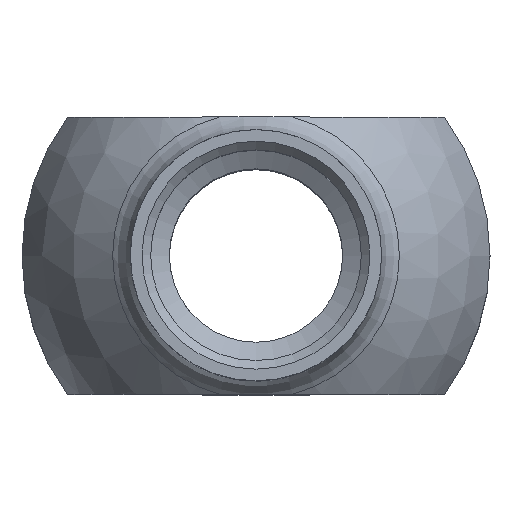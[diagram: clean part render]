
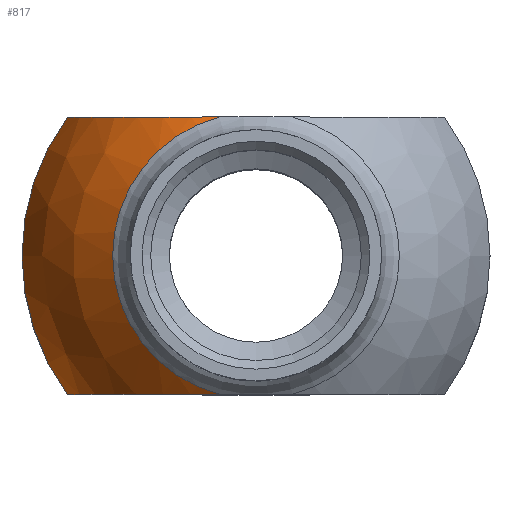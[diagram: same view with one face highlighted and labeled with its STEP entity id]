
A CAD part, top view. The second image highlights one B-rep face of the part: STEP entity #817.
In plain terms, the highlighted spherical face has radius 14 mm.
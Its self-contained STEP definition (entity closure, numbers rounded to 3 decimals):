
#735=CARTESIAN_POINT('',(-13.605,2.807,11.294));
#736=VERTEX_POINT('',#735);
#759=CARTESIAN_POINT('',(-13.605,18.807,11.294));
#760=VERTEX_POINT('',#759);
#774=CARTESIAN_POINT('',(-11.498,10.807,11.294));
#775=DIRECTION('',(0.0,0.0,1.0));
#776=DIRECTION('',(-1.0,0.0,0.0));
#777=AXIS2_PLACEMENT_3D('',#774,#775,#776);
#778=CIRCLE('',#777,8.273);
#779=EDGE_CURVE('',#760,#736,#778,.T.);
#784=CARTESIAN_POINT('',(-11.498,10.807,0.0));
#785=DIRECTION('',(0.0,0.0,1.0));
#786=DIRECTION('',(1.0,0.0,0.0));
#787=AXIS2_PLACEMENT_3D('',#784,#785,#786);
#788=SPHERICAL_SURFACE('',#787,14.);
#789=ORIENTED_EDGE('',*,*,#779,.F.);
#790=CARTESIAN_POINT('',(-22.372,18.807,3.708));
#791=VERTEX_POINT('',#790);
#792=CARTESIAN_POINT('',(-11.498,18.807,0.0));
#793=DIRECTION('',(0.0,-1.0,0.0));
#794=DIRECTION('',(0.0,0.0,1.0));
#795=AXIS2_PLACEMENT_3D('',#792,#793,#794);
#796=CIRCLE('',#795,11.489);
#797=EDGE_CURVE('',#760,#791,#796,.T.);
#798=ORIENTED_EDGE('',*,*,#797,.T.);
#799=CARTESIAN_POINT('',(-22.372,2.807,3.708));
#800=VERTEX_POINT('',#799);
#801=CARTESIAN_POINT('',(-11.498,10.807,3.708));
#802=DIRECTION('',(0.0,0.0,-1.0));
#803=DIRECTION('',(-1.0,0.0,0.0));
#804=AXIS2_PLACEMENT_3D('',#801,#802,#803);
#805=CIRCLE('',#804,13.5);
#806=EDGE_CURVE('',#800,#791,#805,.T.);
#807=ORIENTED_EDGE('',*,*,#806,.F.);
#808=CARTESIAN_POINT('',(-11.498,2.807,0.0));
#809=DIRECTION('',(0.0,1.0,0.0));
#810=DIRECTION('',(0.0,0.0,-1.0));
#811=AXIS2_PLACEMENT_3D('',#808,#809,#810);
#812=CIRCLE('',#811,11.489);
#813=EDGE_CURVE('',#800,#736,#812,.T.);
#814=ORIENTED_EDGE('',*,*,#813,.T.);
#815=EDGE_LOOP('',(#789,#798,#807,#814));
#816=FACE_OUTER_BOUND('',#815,.T.);
#817=ADVANCED_FACE('',(#816),#788,.T.);
